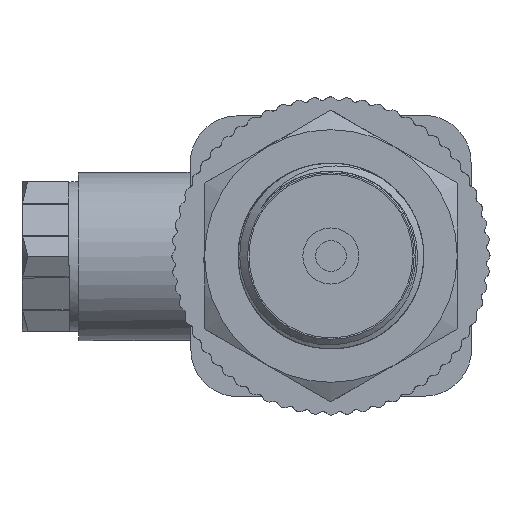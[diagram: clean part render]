
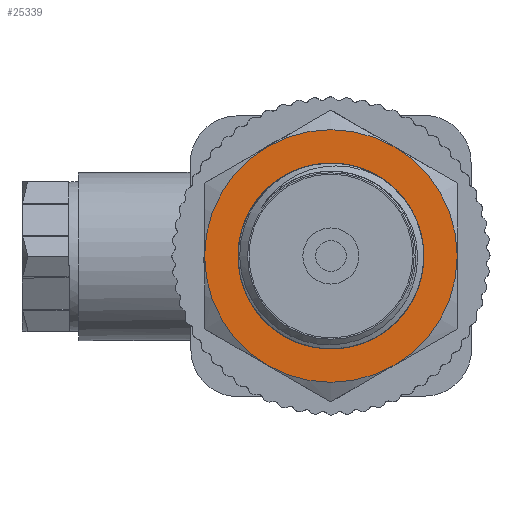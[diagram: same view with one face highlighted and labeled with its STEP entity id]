
A CAD part, left-side view. The second image highlights one B-rep face of the part: STEP entity #25339.
In plain terms, the highlighted face is planar.
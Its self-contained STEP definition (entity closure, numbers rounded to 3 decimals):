
#497=FACE_BOUND('',#4515,.T.);
#1640=PLANE('',#26729);
#3032=FACE_OUTER_BOUND('',#4514,.T.);
#4514=EDGE_LOOP('',(#23711));
#4515=EDGE_LOOP('',(#23712));
#4943=CIRCLE('',#26728,13.5);
#4944=CIRCLE('',#26730,9.9);
#12427=VERTEX_POINT('',#63619);
#12428=VERTEX_POINT('',#63623);
#16192=EDGE_CURVE('',#12427,#12427,#4943,.T.);
#16194=EDGE_CURVE('',#12428,#12428,#4944,.T.);
#23711=ORIENTED_EDGE('',*,*,#16192,.T.);
#23712=ORIENTED_EDGE('',*,*,#16194,.F.);
#25339=ADVANCED_FACE('',(#3032,#497),#1640,.T.);
#26728=AXIS2_PLACEMENT_3D('',#63620,#31225,#31226);
#26729=AXIS2_PLACEMENT_3D('',#63622,#31228,#31229);
#26730=AXIS2_PLACEMENT_3D('',#63624,#31230,#31231);
#31225=DIRECTION('center_axis',(1.,0.,0.));
#31226=DIRECTION('ref_axis',(0.,0.,-1.));
#31228=DIRECTION('center_axis',(1.,0.,0.));
#31229=DIRECTION('ref_axis',(0.,0.,-1.));
#31230=DIRECTION('center_axis',(1.,0.,0.));
#31231=DIRECTION('ref_axis',(0.,0.,-1.));
#63619=CARTESIAN_POINT('',(-23.,-13.5,0.));
#63620=CARTESIAN_POINT('Origin',(-23.,0.,0.));
#63622=CARTESIAN_POINT('Origin',(-23.,9.9,0.));
#63623=CARTESIAN_POINT('',(-23.,0.,9.9));
#63624=CARTESIAN_POINT('Origin',(-23.,0.,0.));
